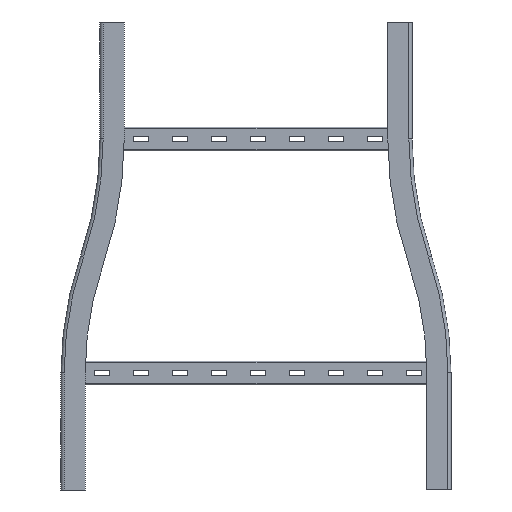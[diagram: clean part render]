
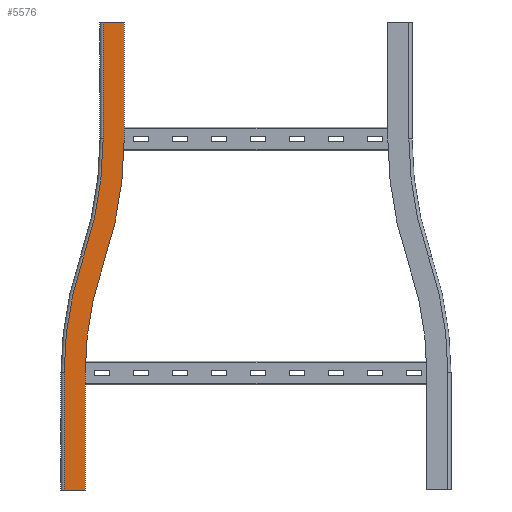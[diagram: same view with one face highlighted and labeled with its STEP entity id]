
A CAD part, front view. The second image highlights one B-rep face of the part: STEP entity #5576.
In plain terms, the highlighted planar face has unit normal (0, -1, 0).
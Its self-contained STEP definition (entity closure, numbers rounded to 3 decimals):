
#162=CIRCLE('',#5979,458.5);
#163=CIRCLE('',#5981,431.5);
#184=CIRCLE('',#6012,466.5);
#185=CIRCLE('',#6014,493.5);
#428=FACE_OUTER_BOUND('',#758,.T.);
#758=EDGE_LOOP('',(#4045,#4046,#4047,#4048,#4049,#4050,#4051,#4052,#4053,
#4054));
#1140=LINE('',#8217,#1790);
#1142=LINE('',#8223,#1792);
#1155=LINE('',#8336,#1805);
#1209=LINE('',#8450,#1859);
#1210=LINE('',#8452,#1860);
#1211=LINE('',#8453,#1861);
#1790=VECTOR('',#6573,10.);
#1792=VECTOR('',#6577,10.);
#1805=VECTOR('',#6724,10.);
#1859=VECTOR('',#6838,10.);
#1860=VECTOR('',#6839,10.);
#1861=VECTOR('',#6840,10.);
#2421=VERTEX_POINT('',#8213);
#2422=VERTEX_POINT('',#8215);
#2424=VERTEX_POINT('',#8220);
#2425=VERTEX_POINT('',#8222);
#2440=VERTEX_POINT('',#8272);
#2442=VERTEX_POINT('',#8277);
#2456=VERTEX_POINT('',#8326);
#2458=VERTEX_POINT('',#8331);
#2488=VERTEX_POINT('',#8446);
#2489=VERTEX_POINT('',#8451);
#2948=EDGE_CURVE('',#2421,#2422,#1140,.T.);
#2950=EDGE_CURVE('',#2424,#2425,#1142,.T.);
#2976=EDGE_CURVE('',#2440,#2421,#162,.T.);
#2978=EDGE_CURVE('',#2442,#2424,#163,.T.);
#3003=EDGE_CURVE('',#2456,#2440,#184,.T.);
#3005=EDGE_CURVE('',#2458,#2442,#185,.T.);
#3007=EDGE_CURVE('',#2425,#2422,#1155,.T.);
#3067=EDGE_CURVE('',#2456,#2488,#1209,.T.);
#3068=EDGE_CURVE('',#2489,#2458,#1210,.T.);
#3069=EDGE_CURVE('',#2488,#2489,#1211,.T.);
#4045=ORIENTED_EDGE('',*,*,#3067,.F.);
#4046=ORIENTED_EDGE('',*,*,#3003,.T.);
#4047=ORIENTED_EDGE('',*,*,#2976,.T.);
#4048=ORIENTED_EDGE('',*,*,#2948,.T.);
#4049=ORIENTED_EDGE('',*,*,#3007,.F.);
#4050=ORIENTED_EDGE('',*,*,#2950,.F.);
#4051=ORIENTED_EDGE('',*,*,#2978,.F.);
#4052=ORIENTED_EDGE('',*,*,#3005,.F.);
#4053=ORIENTED_EDGE('',*,*,#3068,.F.);
#4054=ORIENTED_EDGE('',*,*,#3069,.F.);
#5309=PLANE('',#6046);
#5576=ADVANCED_FACE('',(#428),#5309,.F.);
#5979=AXIS2_PLACEMENT_3D('',#8274,#6642,#6643);
#5981=AXIS2_PLACEMENT_3D('',#8279,#6647,#6648);
#6012=AXIS2_PLACEMENT_3D('',#8328,#6713,#6714);
#6014=AXIS2_PLACEMENT_3D('',#8333,#6718,#6719);
#6046=AXIS2_PLACEMENT_3D('',#8449,#6836,#6837);
#6573=DIRECTION('',(0.,0.,-1.));
#6577=DIRECTION('',(0.,0.,-1.));
#6642=DIRECTION('center_axis',(0.,-1.,0.));
#6643=DIRECTION('ref_axis',(-0.946,0.,0.324));
#6647=DIRECTION('center_axis',(0.,-1.,0.));
#6648=DIRECTION('ref_axis',(-0.946,0.,0.324));
#6713=DIRECTION('center_axis',(0.,1.,0.));
#6714=DIRECTION('ref_axis',(1.,0.,0.));
#6718=DIRECTION('center_axis',(0.,1.,0.));
#6719=DIRECTION('ref_axis',(1.,0.,0.));
#6724=DIRECTION('',(-1.,0.,0.));
#6836=DIRECTION('center_axis',(0.,1.,0.));
#6837=DIRECTION('ref_axis',(0.,0.,1.));
#6838=DIRECTION('',(0.,0.,1.));
#6839=DIRECTION('',(0.,0.,-1.));
#6840=DIRECTION('',(1.,0.,0.));
#8213=CARTESIAN_POINT('',(-77.,0.,-300.));
#8215=CARTESIAN_POINT('',(-77.,0.,-450.));
#8217=CARTESIAN_POINT('',(-77.,0.,-300.));
#8220=CARTESIAN_POINT('',(-50.,0.,-300.));
#8222=CARTESIAN_POINT('',(-50.,0.,-450.));
#8223=CARTESIAN_POINT('',(-50.,0.,-300.));
#8272=CARTESIAN_POINT('',(-52.216,0.,-151.297));
#8274=CARTESIAN_POINT('Origin',(381.5,0.,-300.));
#8277=CARTESIAN_POINT('',(-26.676,0.,-160.054));
#8279=CARTESIAN_POINT('Origin',(381.5,0.,
-300.));
#8326=CARTESIAN_POINT('',(-27.,0.,0.));
#8328=CARTESIAN_POINT('Origin',(-493.5,0.,
0.));
#8331=CARTESIAN_POINT('',(0.,0.,0.));
#8333=CARTESIAN_POINT('Origin',(-493.5,0.,
0.));
#8336=CARTESIAN_POINT('',(-50.,0.,-450.));
#8446=CARTESIAN_POINT('',(-27.,0.,150.));
#8449=CARTESIAN_POINT('Origin',(-70.786,0.,
75.));
#8450=CARTESIAN_POINT('',(-27.,0.,75.));
#8451=CARTESIAN_POINT('',(0.,0.,150.));
#8452=CARTESIAN_POINT('',(0.,0.,0.));
#8453=CARTESIAN_POINT('',(0.,0.,150.));
